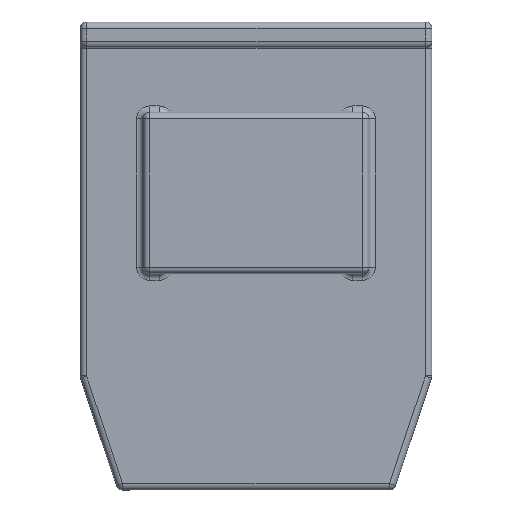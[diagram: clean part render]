
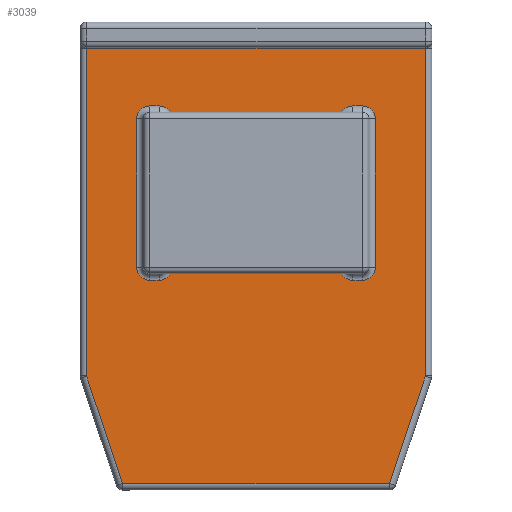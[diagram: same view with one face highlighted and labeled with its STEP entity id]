
A CAD part, front view. The second image highlights one B-rep face of the part: STEP entity #3039.
In plain terms, the highlighted planar face has unit normal (0, -1, 0).
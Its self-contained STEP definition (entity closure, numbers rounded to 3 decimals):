
#15=FACE_BOUND('',#970,.T.);
#16=FACE_BOUND('',#971,.T.);
#39=PLANE('',#3480);
#88=LINE('',#5952,#276);
#164=LINE('',#6318,#352);
#172=LINE('',#6342,#360);
#174=LINE('',#6345,#362);
#184=LINE('',#6363,#372);
#208=LINE('',#6444,#396);
#216=LINE('',#6490,#404);
#218=LINE('',#6511,#406);
#222=LINE('',#6520,#410);
#224=LINE('',#6523,#412);
#228=LINE('',#6550,#416);
#236=LINE('',#6598,#424);
#238=LINE('',#6601,#426);
#244=LINE('',#6616,#432);
#276=VECTOR('',#3593,10.);
#352=VECTOR('',#4019,10.);
#360=VECTOR('',#4047,10.);
#362=VECTOR('',#4051,10.);
#372=VECTOR('',#4073,10.);
#396=VECTOR('',#4187,10.);
#404=VECTOR('',#4255,10.);
#406=VECTOR('',#4279,10.);
#410=VECTOR('',#4289,10.);
#412=VECTOR('',#4293,10.);
#416=VECTOR('',#4323,10.);
#424=VECTOR('',#4379,10.);
#426=VECTOR('',#4383,10.);
#432=VECTOR('',#4399,10.);
#767=FACE_OUTER_BOUND('',#969,.T.);
#969=EDGE_LOOP('',(#2740,#2741,#2742,#2743,#2744,#2745));
#970=EDGE_LOOP('',(#2746,#2747,#2748,#2749,#2750,#2751,#2752,#2753));
#971=EDGE_LOOP('',(#2754,#2755,#2756,#2757,#2758,#2759,#2760,#2761));
#1157=CIRCLE('',#3378,0.4);
#1163=CIRCLE('',#3385,0.4);
#1167=CIRCLE('',#3391,0.4);
#1169=CIRCLE('',#3394,0.4);
#1177=CIRCLE('',#3408,0.4);
#1179=CIRCLE('',#3411,0.4);
#1191=CIRCLE('',#3430,0.4);
#1197=CIRCLE('',#3437,0.4);
#1286=VERTEX_POINT('',#5873);
#1289=VERTEX_POINT('',#5880);
#1295=VERTEX_POINT('',#5947);
#1301=VERTEX_POINT('',#5964);
#1409=VERTEX_POINT('',#6311);
#1416=VERTEX_POINT('',#6336);
#1431=VERTEX_POINT('',#6472);
#1432=VERTEX_POINT('',#6473);
#1437=VERTEX_POINT('',#6484);
#1438=VERTEX_POINT('',#6486);
#1441=VERTEX_POINT('',#6496);
#1442=VERTEX_POINT('',#6498);
#1443=VERTEX_POINT('',#6502);
#1444=VERTEX_POINT('',#6503);
#1453=VERTEX_POINT('',#6535);
#1454=VERTEX_POINT('',#6537);
#1455=VERTEX_POINT('',#6541);
#1456=VERTEX_POINT('',#6542);
#1467=VERTEX_POINT('',#6580);
#1468=VERTEX_POINT('',#6581);
#1473=VERTEX_POINT('',#6592);
#1474=VERTEX_POINT('',#6594);
#1562=EDGE_CURVE('',#1286,#1295,#88,.T.);
#1747=EDGE_CURVE('',#1409,#1301,#164,.T.);
#1760=EDGE_CURVE('',#1295,#1416,#172,.T.);
#1762=EDGE_CURVE('',#1301,#1289,#174,.T.);
#1773=EDGE_CURVE('',#1289,#1286,#184,.T.);
#1818=EDGE_CURVE('',#1416,#1409,#208,.T.);
#1826=EDGE_CURVE('',#1431,#1432,#1157,.T.);
#1832=EDGE_CURVE('',#1437,#1438,#1163,.T.);
#1834=EDGE_CURVE('',#1432,#1437,#216,.T.);
#1838=EDGE_CURVE('',#1441,#1442,#1167,.T.);
#1840=EDGE_CURVE('',#1443,#1444,#1169,.T.);
#1844=EDGE_CURVE('',#1444,#1441,#218,.T.);
#1849=EDGE_CURVE('',#1438,#1443,#222,.T.);
#1851=EDGE_CURVE('',#1442,#1431,#224,.T.);
#1858=EDGE_CURVE('',#1453,#1454,#1177,.T.);
#1860=EDGE_CURVE('',#1455,#1456,#1179,.T.);
#1864=EDGE_CURVE('',#1456,#1453,#228,.T.);
#1880=EDGE_CURVE('',#1467,#1468,#1191,.T.);
#1886=EDGE_CURVE('',#1473,#1474,#1197,.T.);
#1888=EDGE_CURVE('',#1468,#1473,#236,.T.);
#1890=EDGE_CURVE('',#1474,#1455,#238,.T.);
#1898=EDGE_CURVE('',#1454,#1467,#244,.T.);
#2740=ORIENTED_EDGE('',*,*,#1747,.F.);
#2741=ORIENTED_EDGE('',*,*,#1818,.F.);
#2742=ORIENTED_EDGE('',*,*,#1760,.F.);
#2743=ORIENTED_EDGE('',*,*,#1562,.F.);
#2744=ORIENTED_EDGE('',*,*,#1773,.F.);
#2745=ORIENTED_EDGE('',*,*,#1762,.F.);
#2746=ORIENTED_EDGE('',*,*,#1840,.F.);
#2747=ORIENTED_EDGE('',*,*,#1849,.F.);
#2748=ORIENTED_EDGE('',*,*,#1832,.F.);
#2749=ORIENTED_EDGE('',*,*,#1834,.F.);
#2750=ORIENTED_EDGE('',*,*,#1826,.F.);
#2751=ORIENTED_EDGE('',*,*,#1851,.F.);
#2752=ORIENTED_EDGE('',*,*,#1838,.F.);
#2753=ORIENTED_EDGE('',*,*,#1844,.F.);
#2754=ORIENTED_EDGE('',*,*,#1886,.F.);
#2755=ORIENTED_EDGE('',*,*,#1888,.F.);
#2756=ORIENTED_EDGE('',*,*,#1880,.F.);
#2757=ORIENTED_EDGE('',*,*,#1898,.F.);
#2758=ORIENTED_EDGE('',*,*,#1858,.F.);
#2759=ORIENTED_EDGE('',*,*,#1864,.F.);
#2760=ORIENTED_EDGE('',*,*,#1860,.F.);
#2761=ORIENTED_EDGE('',*,*,#1890,.F.);
#3039=ADVANCED_FACE('',(#767,#15,#16),#39,.F.);
#3378=AXIS2_PLACEMENT_3D('',#6474,#4235,#4236);
#3385=AXIS2_PLACEMENT_3D('',#6487,#4249,#4250);
#3391=AXIS2_PLACEMENT_3D('',#6499,#4263,#4264);
#3394=AXIS2_PLACEMENT_3D('',#6504,#4269,#4270);
#3408=AXIS2_PLACEMENT_3D('',#6538,#4307,#4308);
#3411=AXIS2_PLACEMENT_3D('',#6543,#4313,#4314);
#3430=AXIS2_PLACEMENT_3D('',#6582,#4359,#4360);
#3437=AXIS2_PLACEMENT_3D('',#6595,#4373,#4374);
#3480=AXIS2_PLACEMENT_3D('',#6680,#4485,#4486);
#3593=DIRECTION('',(-0.318,0.,0.948));
#4019=DIRECTION('',(0.,0.,-1.));
#4047=DIRECTION('',(0.,0.,1.));
#4051=DIRECTION('',(-0.318,0.,-0.948));
#4073=DIRECTION('',(-1.,0.,0.));
#4187=DIRECTION('',(1.,0.,0.));
#4235=DIRECTION('center_axis',(0.,-1.,0.));
#4236=DIRECTION('ref_axis',(0.707,0.,-0.707));
#4249=DIRECTION('center_axis',(0.,-1.,0.));
#4250=DIRECTION('ref_axis',(0.707,0.,0.707));
#4255=DIRECTION('',(0.,0.,1.));
#4263=DIRECTION('center_axis',(0.,-1.,0.));
#4264=DIRECTION('ref_axis',(-0.707,0.,-0.707));
#4269=DIRECTION('center_axis',(0.,-1.,0.));
#4270=DIRECTION('ref_axis',(-0.707,0.,0.707));
#4279=DIRECTION('',(0.,0.,-1.));
#4289=DIRECTION('',(-1.,0.,0.));
#4293=DIRECTION('',(1.,0.,0.));
#4307=DIRECTION('center_axis',(0.,-1.,0.));
#4308=DIRECTION('ref_axis',(-0.707,0.,-0.707));
#4313=DIRECTION('center_axis',(0.,-1.,0.));
#4314=DIRECTION('ref_axis',(-0.707,0.,0.707));
#4323=DIRECTION('',(0.,0.,-1.));
#4359=DIRECTION('center_axis',(0.,-1.,0.));
#4360=DIRECTION('ref_axis',(0.707,0.,-0.707));
#4373=DIRECTION('center_axis',(0.,-1.,0.));
#4374=DIRECTION('ref_axis',(0.707,0.,0.707));
#4379=DIRECTION('',(0.,0.,1.));
#4383=DIRECTION('',(-1.,0.,0.));
#4399=DIRECTION('',(1.,0.,0.));
#4485=DIRECTION('center_axis',(0.,1.,0.));
#4486=DIRECTION('ref_axis',(0.,0.,1.));
#5873=CARTESIAN_POINT('',(-4.133,3.,-9.3));
#5880=CARTESIAN_POINT('',(4.133,3.,-9.3));
#5947=CARTESIAN_POINT('',(-5.25,3.,-5.967));
#5952=CARTESIAN_POINT('',(-5.302,3.,-5.811));
#5964=CARTESIAN_POINT('',(5.25,3.,-5.967));
#6311=CARTESIAN_POINT('',(5.25,3.,4.18));
#6318=CARTESIAN_POINT('',(5.25,3.,2.5));
#6336=CARTESIAN_POINT('',(-5.25,3.,4.18));
#6342=CARTESIAN_POINT('',(-5.25,3.,-2.5));
#6345=CARTESIAN_POINT('',(5.889,3.,-4.061));
#6363=CARTESIAN_POINT('',(2.138,3.,-9.3));
#6444=CARTESIAN_POINT('',(0.,3.,4.18));
#6472=CARTESIAN_POINT('',(-3.,3.,-3.));
#6473=CARTESIAN_POINT('',(-2.6,3.,-2.6));
#6474=CARTESIAN_POINT('Origin',(-3.,3.,-2.6));
#6484=CARTESIAN_POINT('',(-2.6,3.,2.));
#6486=CARTESIAN_POINT('',(-3.,3.,2.4));
#6487=CARTESIAN_POINT('Origin',(-3.,3.,2.));
#6490=CARTESIAN_POINT('',(-2.6,3.,1.1));
#6496=CARTESIAN_POINT('',(-3.7,3.,-2.6));
#6498=CARTESIAN_POINT('',(-3.3,3.,-3.));
#6499=CARTESIAN_POINT('Origin',(-3.3,3.,-2.6));
#6502=CARTESIAN_POINT('',(-3.3,3.,2.4));
#6503=CARTESIAN_POINT('',(-3.7,3.,2.));
#6504=CARTESIAN_POINT('Origin',(-3.3,3.,2.));
#6511=CARTESIAN_POINT('',(-3.7,3.,1.1));
#6520=CARTESIAN_POINT('',(0.,3.,2.4));
#6523=CARTESIAN_POINT('',(0.,3.,-3.));
#6535=CARTESIAN_POINT('',(2.6,3.,-2.6));
#6537=CARTESIAN_POINT('',(3.,3.,-3.));
#6538=CARTESIAN_POINT('Origin',(3.,3.,-2.6));
#6541=CARTESIAN_POINT('',(3.,3.,2.4));
#6542=CARTESIAN_POINT('',(2.6,3.,2.));
#6543=CARTESIAN_POINT('Origin',(3.,3.,2.));
#6550=CARTESIAN_POINT('',(2.6,3.,1.1));
#6580=CARTESIAN_POINT('',(3.3,3.,-3.));
#6581=CARTESIAN_POINT('',(3.7,3.,-2.6));
#6582=CARTESIAN_POINT('Origin',(3.3,3.,-2.6));
#6592=CARTESIAN_POINT('',(3.7,3.,2.));
#6594=CARTESIAN_POINT('',(3.3,3.,2.4));
#6595=CARTESIAN_POINT('Origin',(3.3,3.,2.));
#6598=CARTESIAN_POINT('',(3.7,3.,1.1));
#6601=CARTESIAN_POINT('',(0.,3.,2.4));
#6616=CARTESIAN_POINT('',(0.,3.,-3.));
#6680=CARTESIAN_POINT('Origin',(0.,3.,0.));
